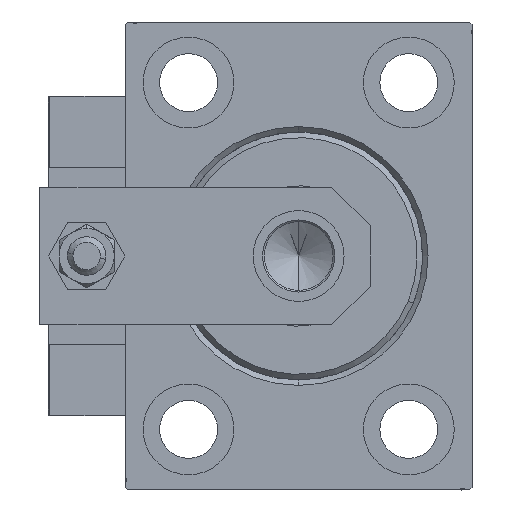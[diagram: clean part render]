
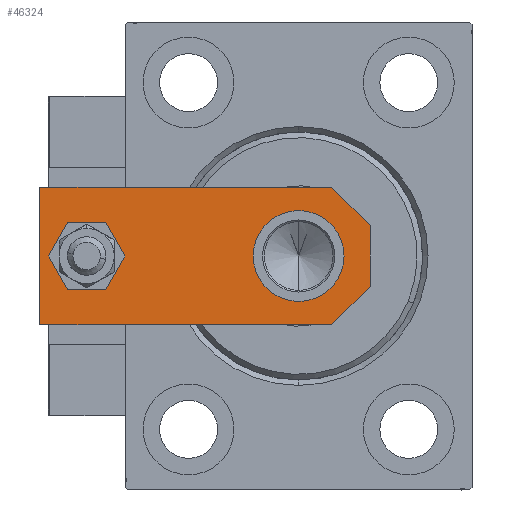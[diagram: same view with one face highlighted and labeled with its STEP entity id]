
A CAD part, left-side view. The second image highlights one B-rep face of the part: STEP entity #46324.
In plain terms, the highlighted face is planar.
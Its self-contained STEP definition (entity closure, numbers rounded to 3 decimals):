
#105 = VERTEX_POINT ( 'NONE', #7903 ) ;
#471 = ORIENTED_EDGE ( 'NONE', *, *, #9098, .T. ) ;
#882 = CIRCLE ( 'NONE', #29048, 8.25 ) ;
#966 = ORIENTED_EDGE ( 'NONE', *, *, #44423, .F. ) ;
#1183 = EDGE_CURVE ( 'NONE', #105, #24263, #2553, .T. ) ;
#1296 = DIRECTION ( 'NONE',  ( 0.707, -0.707, 0. ) ) ;
#1458 = LINE ( 'NONE', #13115, #2180 ) ;
#2068 = CARTESIAN_POINT ( 'NONE',  ( 2.75, -2.75, 6. ) ) ;
#2180 = VECTOR ( 'NONE', #24536, 1000. ) ;
#2553 = LINE ( 'NONE', #46119, #41078 ) ;
#2568 = DIRECTION ( 'NONE',  ( 1., 0., 0. ) ) ;
#3209 = ORIENTED_EDGE ( 'NONE', *, *, #30423, .T. ) ;
#3778 = EDGE_CURVE ( 'NONE', #46051, #21074, #25648, .T. ) ;
#5098 = AXIS2_PLACEMENT_3D ( 'NONE', #38861, #41730, #2568 ) ;
#5202 = CIRCLE ( 'NONE', #33343, 8.25 ) ;
#5450 = EDGE_LOOP ( 'NONE', ( #30240, #26310, #471, #9486, #29727, #3209 ) ) ;
#5885 = LINE ( 'NONE', #37522, #41326 ) ;
#7193 = ORIENTED_EDGE ( 'NONE', *, *, #14264, .F. ) ;
#7337 = DIRECTION ( 'NONE',  ( 1., 0., 0. ) ) ;
#7452 = FACE_BOUND ( 'NONE', #8010, .T. ) ;
#7461 = DIRECTION ( 'NONE',  ( 0., 1., 0. ) ) ;
#7903 = CARTESIAN_POINT ( 'NONE',  ( 12.5, 7., 6. ) ) ;
#8010 = EDGE_LOOP ( 'NONE', ( #966, #27308 ) ) ;
#9098 = EDGE_CURVE ( 'NONE', #21074, #21105, #5885, .T. ) ;
#9486 = ORIENTED_EDGE ( 'NONE', *, *, #18179, .T. ) ;
#10472 = CIRCLE ( 'NONE', #51036, 4. ) ;
#10957 = CARTESIAN_POINT ( 'NONE',  ( 12.5, 60., 6. ) ) ;
#12587 = VERTEX_POINT ( 'NONE', #21685 ) ;
#13115 = CARTESIAN_POINT ( 'NONE',  ( 12.5, 60., 6. ) ) ;
#14264 = EDGE_CURVE ( 'NONE', #28908, #19923, #45658, .T. ) ;
#14420 = EDGE_LOOP ( 'NONE', ( #50171, #7193 ) ) ;
#15717 = CARTESIAN_POINT ( 'NONE',  ( 0., 0., 6. ) ) ;
#16280 = VECTOR ( 'NONE', #1296, 1000. ) ;
#17828 = CARTESIAN_POINT ( 'NONE',  ( -5.5, 0., 6. ) ) ;
#17878 = DIRECTION ( 'NONE',  ( 0.707, 0.707, 0. ) ) ;
#18179 = EDGE_CURVE ( 'NONE', #21105, #105, #41483, .T. ) ;
#19495 = CARTESIAN_POINT ( 'NONE',  ( 0., 13., 6. ) ) ;
#19923 = VERTEX_POINT ( 'NONE', #41308 ) ;
#21074 = VERTEX_POINT ( 'NONE', #17828 ) ;
#21105 = VERTEX_POINT ( 'NONE', #34152 ) ;
#21685 = CARTESIAN_POINT ( 'NONE',  ( -8.25, 13., 6. ) ) ;
#22186 = DIRECTION ( 'NONE',  ( 1., 0., 0. ) ) ;
#23248 = FACE_BOUND ( 'NONE', #14420, .T. ) ;
#24004 = FACE_OUTER_BOUND ( 'NONE', #5450, .T. ) ;
#24256 = AXIS2_PLACEMENT_3D ( 'NONE', #15717, #40099, #27391 ) ;
#24263 = VERTEX_POINT ( 'NONE', #10957 ) ;
#24536 = DIRECTION ( 'NONE',  ( -1., 0., 0. ) ) ;
#25648 = LINE ( 'NONE', #37351, #16280 ) ;
#26310 = ORIENTED_EDGE ( 'NONE', *, *, #3778, .T. ) ;
#27276 = DIRECTION ( 'NONE',  ( 0., 0., 1. ) ) ;
#27308 = ORIENTED_EDGE ( 'NONE', *, *, #40916, .F. ) ;
#27391 = DIRECTION ( 'NONE',  ( 1., 0., 0. ) ) ;
#28908 = VERTEX_POINT ( 'NONE', #39453 ) ;
#29048 = AXIS2_PLACEMENT_3D ( 'NONE', #19495, #27276, #7337 ) ;
#29727 = ORIENTED_EDGE ( 'NONE', *, *, #1183, .T. ) ;
#30240 = ORIENTED_EDGE ( 'NONE', *, *, #37544, .T. ) ;
#30423 = EDGE_CURVE ( 'NONE', #24263, #40180, #1458, .T. ) ;
#30642 = EDGE_CURVE ( 'NONE', #19923, #28908, #10472, .T. ) ;
#31701 = DIRECTION ( 'NONE',  ( 1., 0., 0. ) ) ;
#32282 = CARTESIAN_POINT ( 'NONE',  ( 8.25, 13., 6. ) ) ;
#33343 = AXIS2_PLACEMENT_3D ( 'NONE', #43646, #43901, #31701 ) ;
#34152 = CARTESIAN_POINT ( 'NONE',  ( 5.5, 0., 6. ) ) ;
#37053 = CARTESIAN_POINT ( 'NONE',  ( -12.5, 60., 6. ) ) ;
#37351 = CARTESIAN_POINT ( 'NONE',  ( -2.75, -2.75, 6. ) ) ;
#37522 = CARTESIAN_POINT ( 'NONE',  ( -12.5, 0., 6. ) ) ;
#37544 = EDGE_CURVE ( 'NONE', #40180, #46051, #48440, .T. ) ;
#38861 = CARTESIAN_POINT ( 'NONE',  ( 0., 51.5, 6. ) ) ;
#39453 = CARTESIAN_POINT ( 'NONE',  ( 4., 51.5, 6. ) ) ;
#39837 = PLANE ( 'NONE',  #24256 ) ;
#40099 = DIRECTION ( 'NONE',  ( 0., 0., 1. ) ) ;
#40180 = VERTEX_POINT ( 'NONE', #47736 ) ;
#40916 = EDGE_CURVE ( 'NONE', #49096, #12587, #882, .T. ) ;
#41078 = VECTOR ( 'NONE', #7461, 1000. ) ;
#41133 = DIRECTION ( 'NONE',  ( 0., 0., 1. ) ) ;
#41308 = CARTESIAN_POINT ( 'NONE',  ( -4., 51.5, 6. ) ) ;
#41326 = VECTOR ( 'NONE', #22186, 1000. ) ;
#41483 = LINE ( 'NONE', #2068, #49048 ) ;
#41639 = DIRECTION ( 'NONE',  ( 1., 0., 0. ) ) ;
#41730 = DIRECTION ( 'NONE',  ( 0., 0., 1. ) ) ;
#43646 = CARTESIAN_POINT ( 'NONE',  ( 0., 13., 6. ) ) ;
#43901 = DIRECTION ( 'NONE',  ( 0., 0., 1. ) ) ;
#44423 = EDGE_CURVE ( 'NONE', #12587, #49096, #5202, .T. ) ;
#45658 = CIRCLE ( 'NONE', #5098, 4. ) ;
#46051 = VERTEX_POINT ( 'NONE', #46107 ) ;
#46107 = CARTESIAN_POINT ( 'NONE',  ( -12.5, 7., 6. ) ) ;
#46119 = CARTESIAN_POINT ( 'NONE',  ( 12.5, 0., 6. ) ) ;
#46324 = ADVANCED_FACE ( 'NONE', ( #23248, #24004, #7452 ), #39837, .T. ) ;
#47736 = CARTESIAN_POINT ( 'NONE',  ( -12.5, 60., 6. ) ) ;
#48440 = LINE ( 'NONE', #37053, #51281 ) ;
#48702 = DIRECTION ( 'NONE',  ( 0., -1., 0. ) ) ;
#49048 = VECTOR ( 'NONE', #17878, 1000. ) ;
#49096 = VERTEX_POINT ( 'NONE', #32282 ) ;
#50171 = ORIENTED_EDGE ( 'NONE', *, *, #30642, .F. ) ;
#50179 = CARTESIAN_POINT ( 'NONE',  ( 0., 51.5, 6. ) ) ;
#51036 = AXIS2_PLACEMENT_3D ( 'NONE', #50179, #41133, #41639 ) ;
#51281 = VECTOR ( 'NONE', #48702, 1000. ) ;
